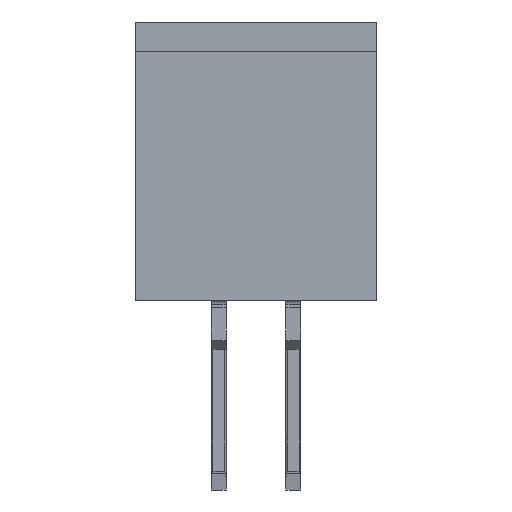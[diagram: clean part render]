
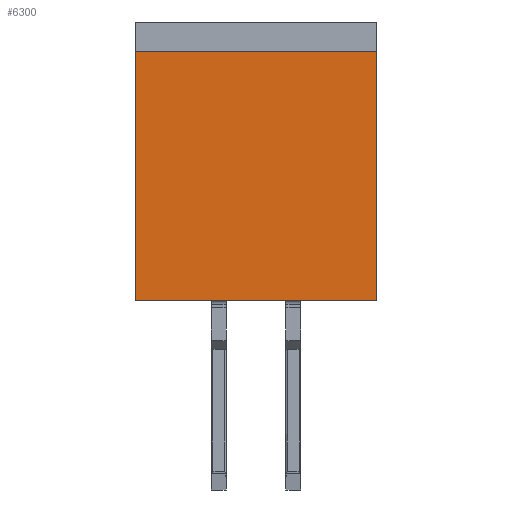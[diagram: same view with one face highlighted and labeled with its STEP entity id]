
A CAD part, left-side view. The second image highlights one B-rep face of the part: STEP entity #6300.
In plain terms, the highlighted planar face has unit normal (-1, 0, 0).
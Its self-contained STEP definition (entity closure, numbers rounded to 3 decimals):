
#157=CARTESIAN_POINT('',(-25.85,-4.125,-1.));
#158=VERTEX_POINT('',#157);
#165=CARTESIAN_POINT('',(-25.85,-4.125,-9.5));
#166=VERTEX_POINT('',#165);
#167=CARTESIAN_POINT('',(-25.85,-4.125,-1.));
#168=DIRECTION('',(0.,0.,-1.));
#169=VECTOR('',#168,8.5);
#170=LINE('',#167,#169);
#171=EDGE_CURVE('',#158,#166,#170,.T.);
#525=CARTESIAN_POINT('',(-25.85,4.125,-9.5));
#526=VERTEX_POINT('',#525);
#535=CARTESIAN_POINT('',(-25.85,4.125,-1.));
#536=VERTEX_POINT('',#535);
#537=CARTESIAN_POINT('',(-25.85,4.125,-9.5));
#538=DIRECTION('',(0.,0.,1.));
#539=VECTOR('',#538,8.5);
#540=LINE('',#537,#539);
#541=EDGE_CURVE('',#526,#536,#540,.T.);
#6279=CARTESIAN_POINT('',(-25.85,0.,-4.75));
#6280=DIRECTION('',(0.,-1.,0.));
#6281=DIRECTION('',(-1.,0.,0.));
#6282=AXIS2_PLACEMENT_3D('',#6279,#6281,#6280);
#6283=PLANE('',#6282);
#6284=ORIENTED_EDGE('',*,*,#171,.F.);
#6285=CARTESIAN_POINT('',(-25.85,-4.125,-1.));
#6286=DIRECTION('',(0.,1.,0.));
#6287=VECTOR('',#6286,8.25);
#6288=LINE('',#6285,#6287);
#6289=EDGE_CURVE('',#158,#536,#6288,.T.);
#6290=ORIENTED_EDGE('',*,*,#6289,.T.);
#6291=ORIENTED_EDGE('',*,*,#541,.F.);
#6292=CARTESIAN_POINT('',(-25.85,-4.125,-9.5));
#6293=DIRECTION('',(0.,1.,0.));
#6294=VECTOR('',#6293,8.25);
#6295=LINE('',#6292,#6294);
#6296=EDGE_CURVE('',#166,#526,#6295,.T.);
#6297=ORIENTED_EDGE('',*,*,#6296,.F.);
#6298=EDGE_LOOP('',(#6284,#6290,#6291,#6297));
#6299=FACE_OUTER_BOUND('',#6298,.T.);
#6300=ADVANCED_FACE('',(#6299),#6283,.T.);
